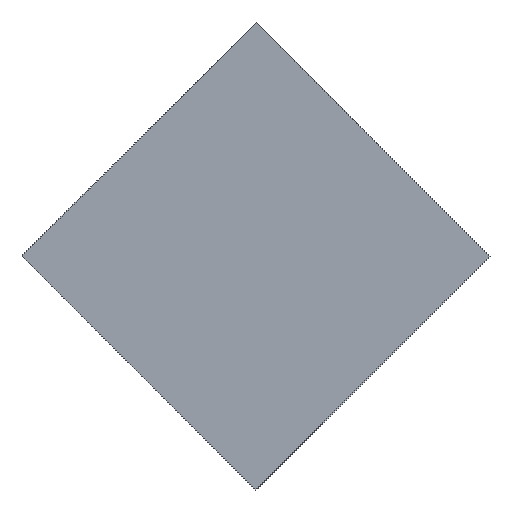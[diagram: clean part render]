
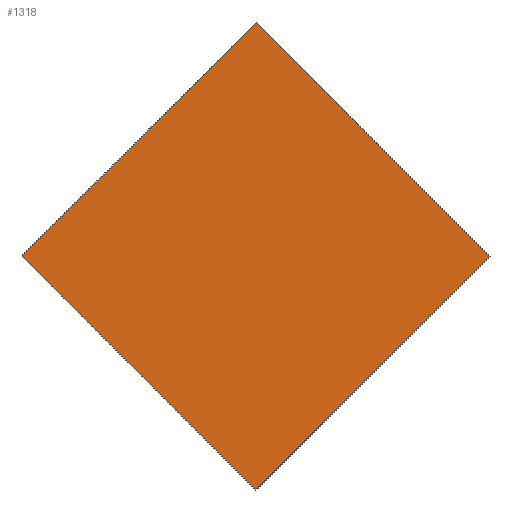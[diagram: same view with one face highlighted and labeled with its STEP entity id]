
A CAD part, front view. The second image highlights one B-rep face of the part: STEP entity #1318.
In plain terms, the highlighted planar face has unit normal (0, -1, 0).
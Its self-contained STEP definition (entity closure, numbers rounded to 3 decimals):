
#99 = ORIENTED_EDGE ( 'NONE', *, *, #17353, .F. ) ;
#1006 = CARTESIAN_POINT ( 'NONE',  ( -15.9, -0.4, 15.9 ) ) ;
#1318 = ADVANCED_FACE ( 'NONE', ( #19251 ), #7964, .T. ) ;
#2152 = EDGE_CURVE ( 'NONE', #7720, #2523, #7465, .T. ) ;
#2523 = VERTEX_POINT ( 'NONE', #5866 ) ;
#2828 = DIRECTION ( 'NONE',  ( 1., 0., 0. ) ) ;
#3523 = CARTESIAN_POINT ( 'NONE',  ( 15.9, -0.4, -15.9 ) ) ;
#4036 = CARTESIAN_POINT ( 'NONE',  ( -15.9, -0.4, 15.9 ) ) ;
#5652 = LINE ( 'NONE', #15192, #15998 ) ;
#5866 = CARTESIAN_POINT ( 'NONE',  ( -15.9, -0.4, 15.9 ) ) ;
#6031 = EDGE_CURVE ( 'NONE', #13627, #13555, #9601, .T. ) ;
#6870 = VECTOR ( 'NONE', #14069, 1000. ) ;
#7349 = CARTESIAN_POINT ( 'NONE',  ( 15.9, -0.4, 15.9 ) ) ;
#7465 = LINE ( 'NONE', #4036, #15363 ) ;
#7654 = DIRECTION ( 'NONE',  ( 0., 0., -1. ) ) ;
#7720 = VERTEX_POINT ( 'NONE', #12820 ) ;
#7964 = PLANE ( 'NONE',  #14251 ) ;
#8201 = DIRECTION ( 'NONE',  ( -1., 0., 0. ) ) ;
#8576 = LINE ( 'NONE', #1006, #15383 ) ;
#9601 = LINE ( 'NONE', #12547, #6870 ) ;
#10825 = EDGE_LOOP ( 'NONE', ( #20213, #17703, #19084, #99 ) ) ;
#12547 = CARTESIAN_POINT ( 'NONE',  ( 15.9, -0.4, 15.9 ) ) ;
#12820 = CARTESIAN_POINT ( 'NONE',  ( -15.9, -0.4, -15.9 ) ) ;
#13555 = VERTEX_POINT ( 'NONE', #3523 ) ;
#13627 = VERTEX_POINT ( 'NONE', #7349 ) ;
#14069 = DIRECTION ( 'NONE',  ( 0., 0., -1. ) ) ;
#14251 = AXIS2_PLACEMENT_3D ( 'NONE', #20008, #16706, #7654 ) ;
#14408 = DIRECTION ( 'NONE',  ( 0., 0., 1. ) ) ;
#15192 = CARTESIAN_POINT ( 'NONE',  ( -15.9, -0.4, -15.9 ) ) ;
#15363 = VECTOR ( 'NONE', #14408, 1000. ) ;
#15383 = VECTOR ( 'NONE', #2828, 1000. ) ;
#15998 = VECTOR ( 'NONE', #8201, 1000. ) ;
#16706 = DIRECTION ( 'NONE',  ( 0., -1., 0. ) ) ;
#17353 = EDGE_CURVE ( 'NONE', #13555, #7720, #5652, .T. ) ;
#17703 = ORIENTED_EDGE ( 'NONE', *, *, #19300, .F. ) ;
#19084 = ORIENTED_EDGE ( 'NONE', *, *, #2152, .F. ) ;
#19251 = FACE_OUTER_BOUND ( 'NONE', #10825, .T. ) ;
#19300 = EDGE_CURVE ( 'NONE', #2523, #13627, #8576, .T. ) ;
#20008 = CARTESIAN_POINT ( 'NONE',  ( 15.9, -0.4, -15.9 ) ) ;
#20213 = ORIENTED_EDGE ( 'NONE', *, *, #6031, .F. ) ;
